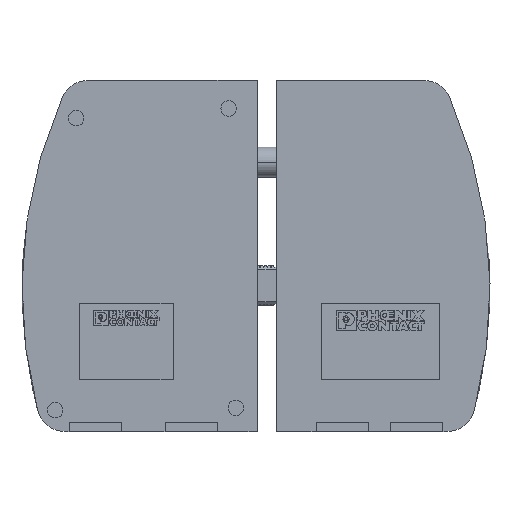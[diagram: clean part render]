
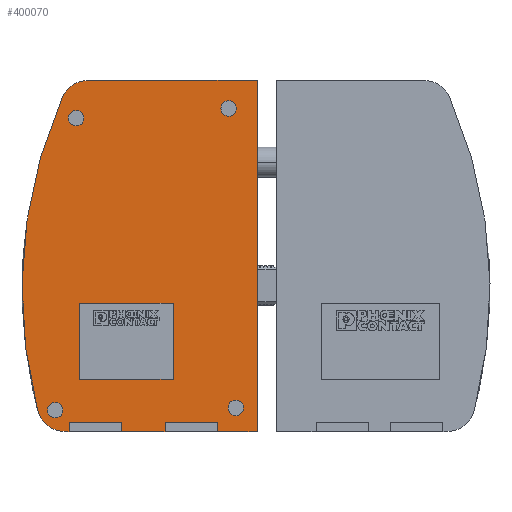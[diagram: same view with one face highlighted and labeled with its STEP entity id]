
A CAD part, left-side view. The second image highlights one B-rep face of the part: STEP entity #400070.
In plain terms, the highlighted face is planar.
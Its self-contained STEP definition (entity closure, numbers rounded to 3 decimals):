
#397870=CARTESIAN_POINT('',(74.047,184.175,26.5));
#397880=DIRECTION('',(0.,0.,1.));
#397890=DIRECTION('',(-1.,0.,0.));
#397900=AXIS2_PLACEMENT_3D('',#397870,#397880,#397890);
#397910=PLANE('',#397900);
#397920=CARTESIAN_POINT('',(69.2,214.9,26.5));
#397930=DIRECTION('',(0.,0.,-1.));
#397940=DIRECTION('',(-1.,0.,0.));
#397950=AXIS2_PLACEMENT_3D('',#397920,#397930,#397940);
#397960=CIRCLE('',#397950,1.631);
#397970=CARTESIAN_POINT('',(70.831,214.9,
26.5));
#397980=VERTEX_POINT('',#397970);
#397990=CARTESIAN_POINT('',(67.569,214.9,
26.5));
#398000=VERTEX_POINT('',#397990);
#398010=EDGE_CURVE('',#397980,#398000,#397960,.T.);
#398020=ORIENTED_EDGE('',*,*,#398010,.T.);
#398030=CARTESIAN_POINT('',(69.2,216.531,
26.5));
#398040=VERTEX_POINT('',#398030);
#398050=EDGE_CURVE('',#398040,#397980,#397960,.T.);
#398060=ORIENTED_EDGE('',*,*,#398050,.T.);
#398070=EDGE_CURVE('',#398000,#398040,#397960,.T.);
#398080=ORIENTED_EDGE('',*,*,#398070,.T.);
#398090=EDGE_LOOP('',(#398080,#398060,#398020));
#398100=FACE_BOUND('',#398090,.T.);
#398110=CARTESIAN_POINT('',(32.7,151.4,26.5));
#398120=DIRECTION('',(0.,0.,-1.));
#398130=DIRECTION('',(-1.,0.,0.));
#398140=AXIS2_PLACEMENT_3D('',#398110,#398120,#398130);
#398150=CIRCLE('',#398140,1.631);
#398160=CARTESIAN_POINT('',(34.331,151.4,
26.5));
#398170=VERTEX_POINT('',#398160);
#398180=CARTESIAN_POINT('',(31.069,151.4,
26.5));
#398190=VERTEX_POINT('',#398180);
#398200=EDGE_CURVE('',#398170,#398190,#398150,.T.);
#398210=ORIENTED_EDGE('',*,*,#398200,.T.);
#398220=EDGE_CURVE('',#398190,#398170,#398150,.T.);
#398230=ORIENTED_EDGE('',*,*,#398220,.T.);
#398240=EDGE_LOOP('',(#398230,#398210));
#398250=FACE_BOUND('',#398240,.T.);
#398260=CARTESIAN_POINT('',(64.1,0.,26.5));
#398270=DIRECTION('',(0.,1.,0.));
#398280=VECTOR('',#398270,1.);
#398290=LINE('',#398260,#398280);
#398300=CARTESIAN_POINT('',(64.1,192.4,26.5));
#398310=VERTEX_POINT('',#398300);
#398320=CARTESIAN_POINT('',(64.1,208.4,26.5));
#398330=VERTEX_POINT('',#398320);
#398340=EDGE_CURVE('',#398310,#398330,#398290,.T.);
#398350=ORIENTED_EDGE('',*,*,#398340,.F.);
#398360=CARTESIAN_POINT('',(0.,208.4,26.5));
#398370=DIRECTION('',(-1.,0.,0.));
#398380=VECTOR('',#398370,1.);
#398390=LINE('',#398360,#398380);
#398400=CARTESIAN_POINT('',(44.4,208.4,26.5));
#398410=VERTEX_POINT('',#398400);
#398420=EDGE_CURVE('',#398330,#398410,#398390,.T.);
#398430=ORIENTED_EDGE('',*,*,#398420,.F.);
#398440=CARTESIAN_POINT('',(44.4,0.,26.5));
#398450=DIRECTION('',(0.,-1.,0.));
#398460=VECTOR('',#398450,1.);
#398470=LINE('',#398440,#398460);
#398480=CARTESIAN_POINT('',(44.4,192.4,26.5));
#398490=VERTEX_POINT('',#398480);
#398500=EDGE_CURVE('',#398410,#398490,#398470,.T.);
#398510=ORIENTED_EDGE('',*,*,#398500,.F.);
#398520=CARTESIAN_POINT('',(0.,192.4,26.5));
#398530=DIRECTION('',(1.,0.,0.));
#398540=VECTOR('',#398530,1.);
#398550=LINE('',#398520,#398540);
#398560=EDGE_CURVE('',#398490,#398310,#398550,.T.);
#398570=ORIENTED_EDGE('',*,*,#398560,.F.);
#398580=EDGE_LOOP('',(#398570,#398510,#398430,#398350));
#398590=FACE_BOUND('',#398580,.T.);
#398600=CARTESIAN_POINT('',(31.2,214.4,26.5));
#398610=DIRECTION('',(0.,0.,-1.));
#398620=DIRECTION('',(-1.,0.,0.));
#398630=AXIS2_PLACEMENT_3D('',#398600,#398610,#398620);
#398640=CIRCLE('',#398630,1.631);
#398650=CARTESIAN_POINT('',(32.831,214.4,
26.5));
#398660=VERTEX_POINT('',#398650);
#398670=CARTESIAN_POINT('',(29.569,214.4,
26.5));
#398680=VERTEX_POINT('',#398670);
#398690=EDGE_CURVE('',#398660,#398680,#398640,.T.);
#398700=ORIENTED_EDGE('',*,*,#398690,.T.);
#398710=EDGE_CURVE('',#398680,#398660,#398640,.T.);
#398720=ORIENTED_EDGE('',*,*,#398710,.T.);
#398730=EDGE_LOOP('',(#398720,#398700));
#398740=FACE_BOUND('',#398730,.T.);
#398750=CARTESIAN_POINT('',(64.8,153.45,26.5));
#398760=DIRECTION('',(0.,0.,-1.));
#398770=DIRECTION('',(-1.,0.,0.));
#398780=AXIS2_PLACEMENT_3D('',#398750,#398760,#398770);
#398790=CIRCLE('',#398780,1.631);
#398800=CARTESIAN_POINT('',(66.431,153.45,
26.5));
#398810=VERTEX_POINT('',#398800);
#398820=CARTESIAN_POINT('',(63.169,153.45,
26.5));
#398830=VERTEX_POINT('',#398820);
#398840=EDGE_CURVE('',#398810,#398830,#398790,.T.);
#398850=ORIENTED_EDGE('',*,*,#398840,.T.);
#398860=EDGE_CURVE('',#398830,#398810,#398790,.T.);
#398870=ORIENTED_EDGE('',*,*,#398860,.T.);
#398880=EDGE_LOOP('',(#398870,#398850));
#398890=FACE_BOUND('',#398880,.T.);
#398900=CARTESIAN_POINT('',(0.,219.4,26.5));
#398910=DIRECTION('',(-1.,0.,0.));
#398920=VECTOR('',#398910,1.);
#398930=LINE('',#398900,#398920);
#398940=CARTESIAN_POINT('',(35.1,219.4,26.5));
#398950=VERTEX_POINT('',#398940);
#398960=CARTESIAN_POINT('',(26.7,219.4,26.5));
#398970=VERTEX_POINT('',#398960);
#398980=EDGE_CURVE('',#398950,#398970,#398930,.T.);
#398990=ORIENTED_EDGE('',*,*,#398980,.T.);
#399000=CARTESIAN_POINT('',(35.1,0.,26.5));
#399010=DIRECTION('',(0.,-1.,0.));
#399020=VECTOR('',#399010,1.);
#399030=LINE('',#399000,#399020);
#399040=CARTESIAN_POINT('',(35.1,217.4,26.5));
#399050=VERTEX_POINT('',#399040);
#399060=EDGE_CURVE('',#398950,#399050,#399030,.T.);
#399070=ORIENTED_EDGE('',*,*,#399060,.F.);
#399080=CARTESIAN_POINT('',(0.,217.4,26.5));
#399090=DIRECTION('',(1.,0.,0.));
#399100=VECTOR('',#399090,1.);
#399110=LINE('',#399080,#399100);
#399120=CARTESIAN_POINT('',(46.1,217.4,26.5));
#399130=VERTEX_POINT('',#399120);
#399140=EDGE_CURVE('',#399050,#399130,#399110,.T.);
#399150=ORIENTED_EDGE('',*,*,#399140,.F.);
#399160=CARTESIAN_POINT('',(46.1,0.,26.5));
#399170=DIRECTION('',(0.,1.,0.));
#399180=VECTOR('',#399170,1.);
#399190=LINE('',#399160,#399180);
#399200=CARTESIAN_POINT('',(46.1,219.4,26.5));
#399210=VERTEX_POINT('',#399200);
#399220=EDGE_CURVE('',#399130,#399210,#399190,.T.);
#399230=ORIENTED_EDGE('',*,*,#399220,.F.);
#399240=CARTESIAN_POINT('',(0.,219.4,26.5));
#399250=DIRECTION('',(1.,0.,0.));
#399260=VECTOR('',#399250,1.);
#399270=LINE('',#399240,#399260);
#399280=CARTESIAN_POINT('',(55.3,219.4,26.5));
#399290=VERTEX_POINT('',#399280);
#399300=EDGE_CURVE('',#399210,#399290,#399270,.T.);
#399310=ORIENTED_EDGE('',*,*,#399300,.F.);
#399320=CARTESIAN_POINT('',(55.3,0.,26.5));
#399330=DIRECTION('',(0.,-1.,0.));
#399340=VECTOR('',#399330,1.);
#399350=LINE('',#399320,#399340);
#399360=CARTESIAN_POINT('',(55.3,217.4,26.5));
#399370=VERTEX_POINT('',#399360);
#399380=EDGE_CURVE('',#399290,#399370,#399350,.T.);
#399390=ORIENTED_EDGE('',*,*,#399380,.F.);
#399400=CARTESIAN_POINT('',(0.,217.4,26.5));
#399410=DIRECTION('',(1.,0.,0.));
#399420=VECTOR('',#399410,1.);
#399430=LINE('',#399400,#399420);
#399440=CARTESIAN_POINT('',(66.3,217.4,26.5));
#399450=VERTEX_POINT('',#399440);
#399460=EDGE_CURVE('',#399370,#399450,#399430,.T.);
#399470=ORIENTED_EDGE('',*,*,#399460,.F.);
#399480=CARTESIAN_POINT('',(66.3,0.,26.5));
#399490=DIRECTION('',(0.,1.,0.));
#399500=VECTOR('',#399490,1.);
#399510=LINE('',#399480,#399500);
#399520=CARTESIAN_POINT('',(66.3,219.4,26.5));
#399530=VERTEX_POINT('',#399520);
#399540=EDGE_CURVE('',#399450,#399530,#399510,.T.);
#399550=ORIENTED_EDGE('',*,*,#399540,.F.);
#399560=CARTESIAN_POINT('',(0.,219.4,26.5));
#399570=DIRECTION('',(1.,0.,0.));
#399580=VECTOR('',#399570,1.);
#399590=LINE('',#399560,#399580);
#399600=CARTESIAN_POINT('',(67.085,219.4,
26.5));
#399610=VERTEX_POINT('',#399600);
#399620=EDGE_CURVE('',#399530,#399610,#399590,.T.);
#399630=ORIENTED_EDGE('',*,*,#399620,.F.);
#399640=CARTESIAN_POINT('',(67.085,213.4,26.5));
#399650=DIRECTION('',(0.,0.,1.));
#399660=DIRECTION('',(1.,0.,0.));
#399670=AXIS2_PLACEMENT_3D('',#399640,#399650,#399660);
#399680=CIRCLE('',#399670,6.);
#399690=CARTESIAN_POINT('',(72.886,214.932,
26.5));
#399700=VERTEX_POINT('',#399690);
#399710=EDGE_CURVE('',#399700,#399610,#399680,.T.);
#399720=ORIENTED_EDGE('',*,*,#399710,.T.);
#399730=CARTESIAN_POINT('',(-23.8,189.4,26.5));
#399740=DIRECTION('',(0.,0.,1.));
#399750=DIRECTION('',(-1.,0.,0.));
#399760=AXIS2_PLACEMENT_3D('',#399730,#399740,#399750);
#399770=CIRCLE('',#399760,100.);
#399780=CARTESIAN_POINT('',(67.712,149.081,
26.5));
#399790=VERTEX_POINT('',#399780);
#399800=EDGE_CURVE('',#399790,#399700,#399770,.T.);
#399810=ORIENTED_EDGE('',*,*,#399800,.T.);
#399820=CARTESIAN_POINT('',(62.221,151.5,26.5));
#399830=DIRECTION('',(0.,0.,1.));
#399840=DIRECTION('',(1.,0.,0.));
#399850=AXIS2_PLACEMENT_3D('',#399820,#399830,#399840);
#399860=CIRCLE('',#399850,6.);
#399870=CARTESIAN_POINT('',(62.221,145.5,
26.5));
#399880=VERTEX_POINT('',#399870);
#399890=EDGE_CURVE('',#399880,#399790,#399860,.T.);
#399900=ORIENTED_EDGE('',*,*,#399890,.T.);
#399910=CARTESIAN_POINT('',(0.,145.5,26.5));
#399920=DIRECTION('',(-1.,0.,0.));
#399930=VECTOR('',#399920,1.);
#399940=LINE('',#399910,#399930);
#399950=CARTESIAN_POINT('',(26.7,145.5,26.5));
#399960=VERTEX_POINT('',#399950);
#399970=EDGE_CURVE('',#399880,#399960,#399940,.T.);
#399980=ORIENTED_EDGE('',*,*,#399970,.F.);
#399990=CARTESIAN_POINT('',(26.7,0.,26.5));
#400000=DIRECTION('',(0.,1.,0.));
#400010=VECTOR('',#400000,1.);
#400020=LINE('',#399990,#400010);
#400030=EDGE_CURVE('',#399960,#398970,#400020,.T.);
#400040=ORIENTED_EDGE('',*,*,#400030,.F.);
#400050=EDGE_LOOP('',(#400040,#399980,#399900,#399810,#399720,#399630,
#399550,#399470,#399390,#399310,#399230,#399150,#399070,#398990));
#400060=FACE_OUTER_BOUND('',#400050,.T.);
#400070=ADVANCED_FACE('',(#398100,#398250,#398590,#398740,#398890,
#400060),#397910,.T.);
